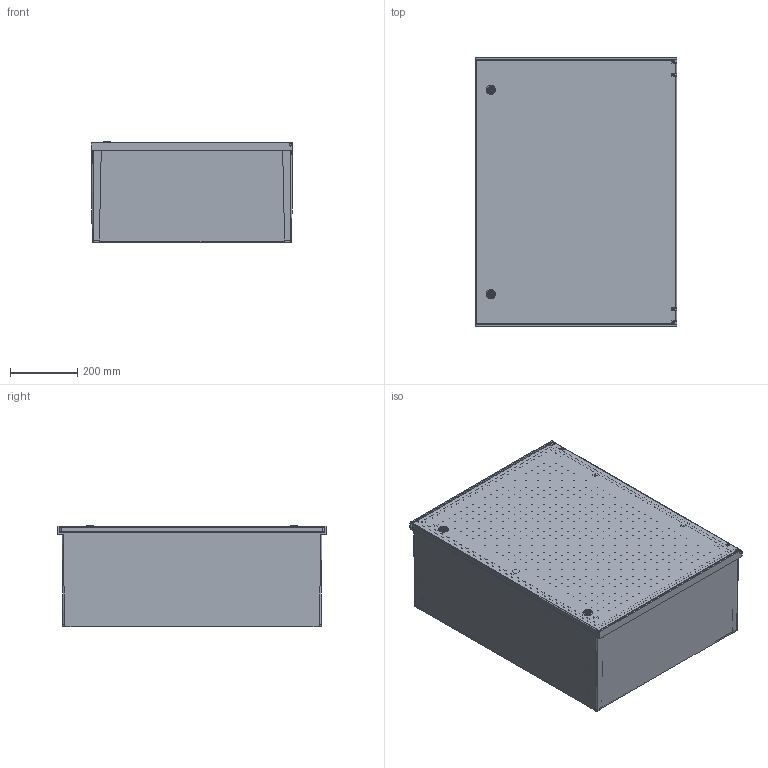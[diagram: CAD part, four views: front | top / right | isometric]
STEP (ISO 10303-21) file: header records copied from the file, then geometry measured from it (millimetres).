
FILE_DESCRIPTION (( 'STEP AP214' ), '1' );
FILE_NAME ('PS-6080.STEP', '2011-05-17T14:15:13', ( '' ), ( '' ), 'SwSTEP 2.0', 'SolidWorks 2010', '' );
FILE_SCHEMA (( 'AUTOMOTIVE_DESIGN' ));
Length unit declared in the file: millimetre
Products named in the file (12): ENG-110582_10PS-6080; ENG-110624; ENG-110583_32PS-6080; ENG-110518_600 x 800; ENG-029516_245; ENG-012226; ENG-20060704100; ENG-029515; ENG-012225; ENG-029520; ENG-029550; PS-6080
Assembly tree (14 placements, depth 4):
  PS-6080
    ENG-110624
      ENG-110518_600 x 800
      ENG-029550  x2
      ENG-029516_245  x2
        ENG-029515
        ENG-012225
        ENG-20060704100
        ENG-012226
      ENG-029520  x2
      ENG-110583_32PS-6080
    ENG-110582_10PS-6080
Bounding box: 600.25 x 800 x 303 mm (x, y, z)
Volume: 5785708.4 mm3; surface area: 3946379.9 mm2
Topology: 19 solids, 19 shells, 3468 faces, 7992 edges, 5031 vertices
Faces by surface type: plane 1307, cone 1096, cylinder 665, bspline 320, torus 68, sphere 12
Entity records: 93163 total; most frequent: CARTESIAN_POINT 21189, DIRECTION 15209, ORIENTED_EDGE 13394, EDGE_CURVE 6697, AXIS2_PLACEMENT_3D 6077, VERTEX_POINT 4316, EDGE_LOOP 3633, CIRCLE 3243
